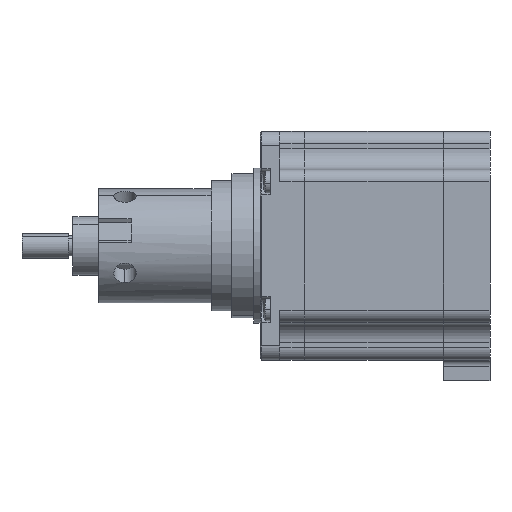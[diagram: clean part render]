
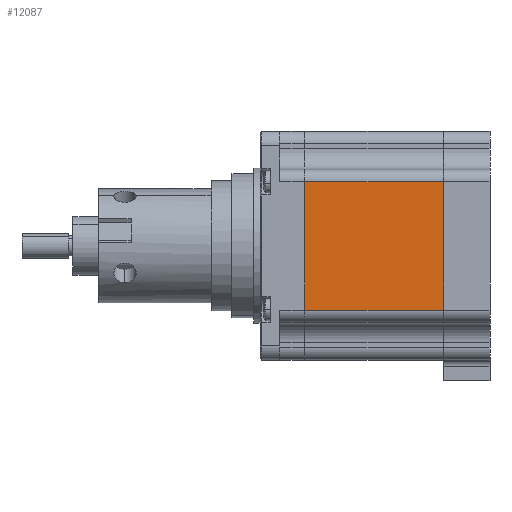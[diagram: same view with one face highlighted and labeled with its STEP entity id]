
A CAD part, left-side view. The second image highlights one B-rep face of the part: STEP entity #12087.
In plain terms, the highlighted planar face has unit normal (-1, 0, 0).
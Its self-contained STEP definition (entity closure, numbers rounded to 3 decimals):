
#82 = VERTEX_POINT ( 'NONE', #8413 ) ;
#980 = EDGE_CURVE ( 'NONE', #8918, #82, #11624, .T. ) ;
#1054 = EDGE_CURVE ( 'NONE', #8918, #2505, #20431, .T. ) ;
#2278 = FACE_OUTER_BOUND ( 'NONE', #2960, .T. ) ;
#2374 = PLANE ( 'NONE',  #6197 ) ;
#2505 = VERTEX_POINT ( 'NONE', #4651 ) ;
#2960 = EDGE_LOOP ( 'NONE', ( #12522, #4820, #8459, #8293 ) ) ;
#3023 = LINE ( 'NONE', #16481, #18491 ) ;
#4103 = DIRECTION ( 'NONE',  ( 0., 0., -1. ) ) ;
#4651 = CARTESIAN_POINT ( 'NONE',  ( -13.284, -14.547, -12.547 ) ) ;
#4820 = ORIENTED_EDGE ( 'NONE', *, *, #11881, .F. ) ;
#4889 = DIRECTION ( 'NONE',  ( 0., 1., 0. ) ) ;
#5647 = VECTOR ( 'NONE', #20459, 1000. ) ;
#5673 = DIRECTION ( 'NONE',  ( 1., 0., 0. ) ) ;
#6197 = AXIS2_PLACEMENT_3D ( 'NONE', #15504, #5673, #17265 ) ;
#7174 = VECTOR ( 'NONE', #9720, 1000. ) ;
#7777 = CARTESIAN_POINT ( 'NONE',  ( -13.284, 19.453, -12.547 ) ) ;
#8293 = ORIENTED_EDGE ( 'NONE', *, *, #980, .T. ) ;
#8413 = CARTESIAN_POINT ( 'NONE',  ( -13.284, 19.453, 19.053 ) ) ;
#8459 = ORIENTED_EDGE ( 'NONE', *, *, #1054, .F. ) ;
#8918 = VERTEX_POINT ( 'NONE', #11587 ) ;
#9720 = DIRECTION ( 'NONE',  ( 0., 1., 0. ) ) ;
#11587 = CARTESIAN_POINT ( 'NONE',  ( -13.284, -14.547, 19.053 ) ) ;
#11624 = LINE ( 'NONE', #13279, #7174 ) ;
#11881 = EDGE_CURVE ( 'NONE', #2505, #18465, #3023, .T. ) ;
#12087 = ADVANCED_FACE ( 'NONE', ( #2278 ), #2374, .F. ) ;
#12107 = EDGE_CURVE ( 'NONE', #82, #18465, #19276, .T. ) ;
#12522 = ORIENTED_EDGE ( 'NONE', *, *, #12107, .T. ) ;
#13279 = CARTESIAN_POINT ( 'NONE',  ( -13.284, -14.547, 19.053 ) ) ;
#14362 = VECTOR ( 'NONE', #4103, 1000. ) ;
#15504 = CARTESIAN_POINT ( 'NONE',  ( -13.284, -14.547, -12.547 ) ) ;
#16165 = CARTESIAN_POINT ( 'NONE',  ( -13.284, -14.547, -12.547 ) ) ;
#16481 = CARTESIAN_POINT ( 'NONE',  ( -13.284, -14.547, -12.547 ) ) ;
#17265 = DIRECTION ( 'NONE',  ( 0., 1., 0. ) ) ;
#18465 = VERTEX_POINT ( 'NONE', #7777 ) ;
#18491 = VECTOR ( 'NONE', #4889, 1000. ) ;
#19276 = LINE ( 'NONE', #20605, #14362 ) ;
#20431 = LINE ( 'NONE', #16165, #5647 ) ;
#20459 = DIRECTION ( 'NONE',  ( 0., 0., -1. ) ) ;
#20605 = CARTESIAN_POINT ( 'NONE',  ( -13.284, 19.453, -12.547 ) ) ;
